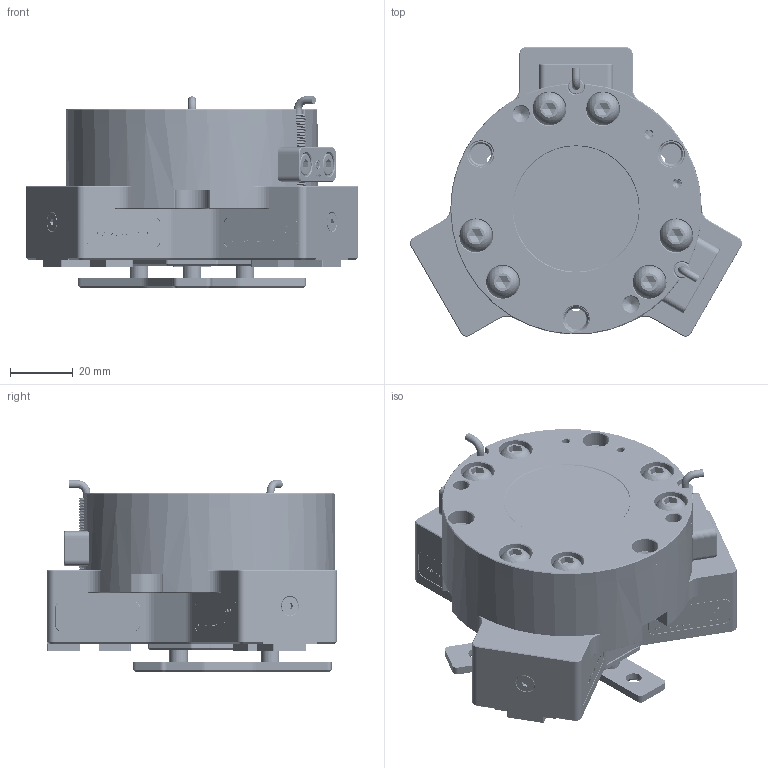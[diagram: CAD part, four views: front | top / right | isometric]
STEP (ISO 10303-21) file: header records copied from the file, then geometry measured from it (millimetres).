
FILE_DESCRIPTION (( 'STEP AP203' ), '1' );
FILE_NAME ('FY46ZM-D55-T三爪总成.STEP', '2020-02-14T11:00:35', ( 'User' ), ( 'Microsoft' ), 'SwSTEP 2.0', 'SolidWorks 2015', '' );
FILE_SCHEMA (( 'CONFIG_CONTROL_DESIGN' ));
Length unit declared in the file: millimetre
Products named in the file (21): FY46ZM-D55-T三爪开关支架; 导轨款三爪D55推料板; 諉輪羲壽M5; 迠蹋啣蹟隊; FY46ZM-D55三爪壳体薄款; hexagon socket head cap screws gb_GB_FASTENER_SCREWS_HSHCS M4X10-N; hex socket set screws with flat point gb_GB_FASTENER_SCREWS_HSFP M3X5-N; FY46ZM-D55-T三爪导轨; hex socket set screws with flat point gb_GB_FASTENER_SCREWS_HSFP M3X6-N; 导轨款三爪D55调节螺钉; FY46ZM-D55-T三爪导轨镜像; FY46ZM-D55-T三爪防尘垫; D45三爪感应头; FY46ZM-D55-T三爪滑块; FY46ZM-D55-T三爪总成; 导轨款三爪D55封盖; FY46ZM-D55-T三爪前盖; 导轨款三爪D55后盖; hexagon socket countersunk head screws gb_GB_FASTENER_SCREWS_HSCHS M3X8-N; hexagon socket button head screws gb_GB_SOCKET_TYPE7 M6X14-N; FY46ZM-D55-T三爪推料杆DPRT
Assembly tree (55 placements, depth 2):
  hex socket set screws with flat point gb_GB_FASTENER_SCREWS_HSFP M3X5-N
  FY46ZM-D55-T三爪总成
    FY46ZM-D55三爪壳体薄款
    FY46ZM-D55-T三爪导轨  x3
    FY46ZM-D55-T三爪导轨镜像  x3
    FY46ZM-D55-T三爪滑块  x3
    FY46ZM-D55-T三爪前盖
    hexagon socket countersunk head screws gb_GB_FASTENER_SCREWS_HSCHS M3X8-N  x6
    FY46ZM-D55-T三爪推料杆DPRT  x3
    导轨款三爪D55推料板
    迠蹋啣蹟隊  x3
    导轨款三爪D55调节螺钉  x3
    D45三爪感应头  x2
    导轨款三爪D55封盖  x6
    导轨款三爪D55后盖
    hexagon socket button head screws gb_GB_SOCKET_TYPE7 M6X14-N  x6
    FY46ZM-D55-T三爪开关支架  x2
    諉輪羲壽M5  x2
    hexagon socket head cap screws gb_GB_FASTENER_SCREWS_HSHCS M4X10-N  x4
    hex socket set screws with flat point gb_GB_FASTENER_SCREWS_HSFP M3X6-N  x2
    FY46ZM-D55-T三爪防尘垫  x3
Bounding box: 105.74 x 92.11 x 61 mm (x, y, z)
Volume: 244296.8 mm3; surface area: 94928 mm2
Topology: 55 solids, 55 shells, 5240 faces, 13331 edges, 8555 vertices
Faces by surface type: plane 3078, cylinder 920, bspline 658, cone 506, torus 66, sphere 12
Entity records: 80524 total; most frequent: CARTESIAN_POINT 30095, ORIENTED_EDGE 10034, DIRECTION 9363, EDGE_CURVE 5017, VERTEX_POINT 3202, VECTOR 3133, LINE 3133, AXIS2_PLACEMENT_3D 3115
